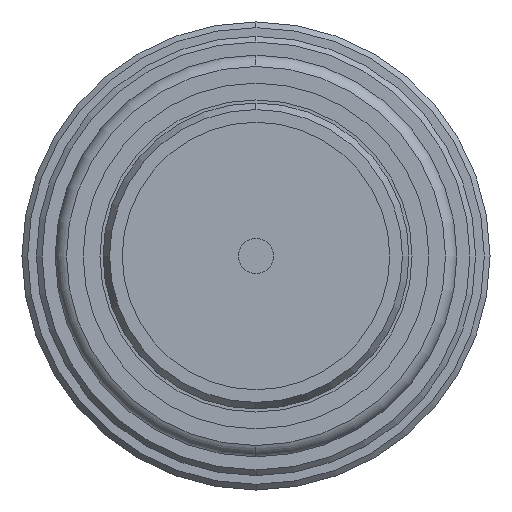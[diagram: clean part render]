
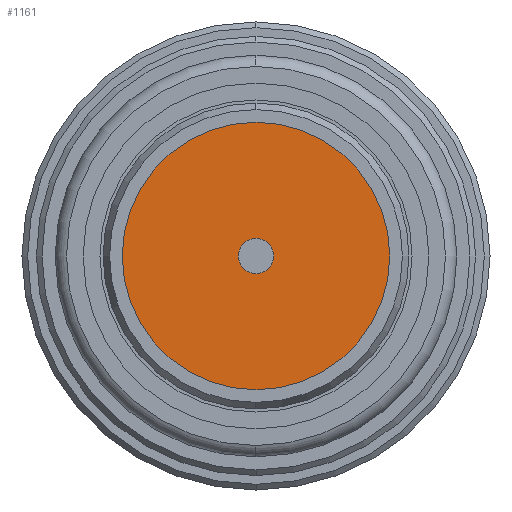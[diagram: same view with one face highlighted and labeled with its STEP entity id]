
A CAD part, left-side view. The second image highlights one B-rep face of the part: STEP entity #1161.
In plain terms, the highlighted planar face has unit normal (-1, 0, 0).
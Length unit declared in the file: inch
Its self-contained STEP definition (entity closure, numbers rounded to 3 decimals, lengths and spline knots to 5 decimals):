
#2 = VERTEX_POINT ( 'NONE', #1485 ) ;
#15 = VERTEX_POINT ( 'NONE', #1653 ) ;
#42 = EDGE_CURVE ( 'NONE', #2, #15, #1566, .T. ) ;
#49 = VERTEX_POINT ( 'NONE', #1546 ) ;
#53 = EDGE_CURVE ( 'NONE', #49, #262, #1545, .T. ) ;
#262 = VERTEX_POINT ( 'NONE', #1978 ) ;
#1161 = ADVANCED_FACE ( 'NONE', ( #3545, #3556 ), #3552, .F. ) ;
#1162 = ORIENTED_EDGE ( 'NONE', *, *, #42, .F. ) ;
#1163 = ORIENTED_EDGE ( 'NONE', *, *, #1382, .F. ) ;
#1164 = EDGE_CURVE ( 'NONE', #262, #49, #3541, .T. ) ;
#1326 = ORIENTED_EDGE ( 'NONE', *, *, #1164, .T. ) ;
#1382 = EDGE_CURVE ( 'NONE', #15, #2, #4309, .T. ) ;
#1383 = ORIENTED_EDGE ( 'NONE', *, *, #53, .T. ) ;
#1386 = EDGE_LOOP ( 'NONE', ( #1326, #1383 ) ) ;
#1391 = EDGE_LOOP ( 'NONE', ( #1162, #1163 ) ) ;
#1485 = CARTESIAN_POINT ( 'NONE',  ( -0.25, 0., -0.031 ) ) ;
#1513 = AXIS2_PLACEMENT_3D ( 'NONE', #1564, #1563, #1562 ) ;
#1538 = DIRECTION ( 'NONE',  ( 0., 0., -1. ) ) ;
#1539 = DIRECTION ( 'NONE',  ( -1., 0., 0. ) ) ;
#1545 = CIRCLE ( 'NONE', #1557, 0.236 ) ;
#1546 = CARTESIAN_POINT ( 'NONE',  ( -0.25, 0., -0.236 ) ) ;
#1551 = CARTESIAN_POINT ( 'NONE',  ( -0.25, 0., 0. ) ) ;
#1557 = AXIS2_PLACEMENT_3D ( 'NONE', #1551, #1539, #1538 ) ;
#1562 = DIRECTION ( 'NONE',  ( 0., 0., -1. ) ) ;
#1563 = DIRECTION ( 'NONE',  ( -1., 0., 0. ) ) ;
#1564 = CARTESIAN_POINT ( 'NONE',  ( -0.25, 0., 0. ) ) ;
#1566 = CIRCLE ( 'NONE', #1513, 0.031 ) ;
#1653 = CARTESIAN_POINT ( 'NONE',  ( -0.25, 0., 0.031 ) ) ;
#1978 = CARTESIAN_POINT ( 'NONE',  ( -0.25, 0., 0.236 ) ) ;
#3541 = CIRCLE ( 'NONE', #3586, 0.236 ) ;
#3544 = CARTESIAN_POINT ( 'NONE',  ( -0.25, 0., 0. ) ) ;
#3545 = FACE_OUTER_BOUND ( 'NONE', #1386, .T. ) ;
#3547 = AXIS2_PLACEMENT_3D ( 'NONE', #3544, #3548, #3591 ) ;
#3548 = DIRECTION ( 'NONE',  ( 1., 0., 0. ) ) ;
#3552 = PLANE ( 'NONE',  #3547 ) ;
#3556 = FACE_BOUND ( 'NONE', #1391, .T. ) ;
#3583 = DIRECTION ( 'NONE',  ( 0., 0., -1. ) ) ;
#3584 = DIRECTION ( 'NONE',  ( -1., 0., 0. ) ) ;
#3585 = CARTESIAN_POINT ( 'NONE',  ( -0.25, 0., 0. ) ) ;
#3586 = AXIS2_PLACEMENT_3D ( 'NONE', #3585, #3584, #3583 ) ;
#3591 = DIRECTION ( 'NONE',  ( 0., 0., -1. ) ) ;
#4303 = DIRECTION ( 'NONE',  ( 0., 0., -1. ) ) ;
#4304 = DIRECTION ( 'NONE',  ( -1., 0., 0. ) ) ;
#4305 = CARTESIAN_POINT ( 'NONE',  ( -0.25, 0., 0. ) ) ;
#4306 = AXIS2_PLACEMENT_3D ( 'NONE', #4305, #4304, #4303 ) ;
#4309 = CIRCLE ( 'NONE', #4306, 0.031 ) ;
